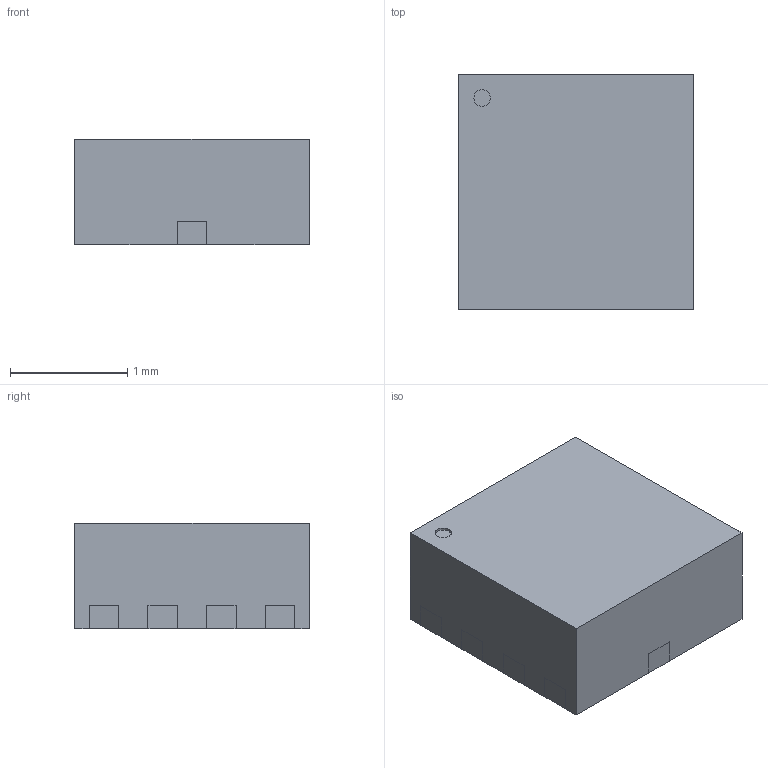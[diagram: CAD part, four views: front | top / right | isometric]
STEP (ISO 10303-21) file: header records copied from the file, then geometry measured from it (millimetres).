
FILE_DESCRIPTION(('STEP AP214'),'1');
FILE_NAME('MPM3804.step','2018-10-18T18:19:53',(' '),('ANSOFT Corporation'),'Spatial InterOp 3D',' ',' ');
FILE_SCHEMA(('AUTOMOTIVE_DESIGN { 1 0 10303 214 1 1 1 1 }'));
Length unit declared in the file: millimetre
Products named in the file (1): 1
Bounding box: 2 x 2 x 0.9 mm (x, y, z)
Volume: 3.6 mm3; surface area: 22.4 mm2
Topology: 7 solids, 7 shells, 123 faces, 324 edges, 216 vertices
Faces by surface type: plane 101, cylinder 22
Entity records: 4842 total; most frequent: CARTESIAN_POINT 670, ORIENTED_EDGE 648, DIRECTION 628, EDGE_CURVE 324, LINE 280, VECTOR 280, VERTEX_POINT 216, AXIS2_PLACEMENT_3D 174
